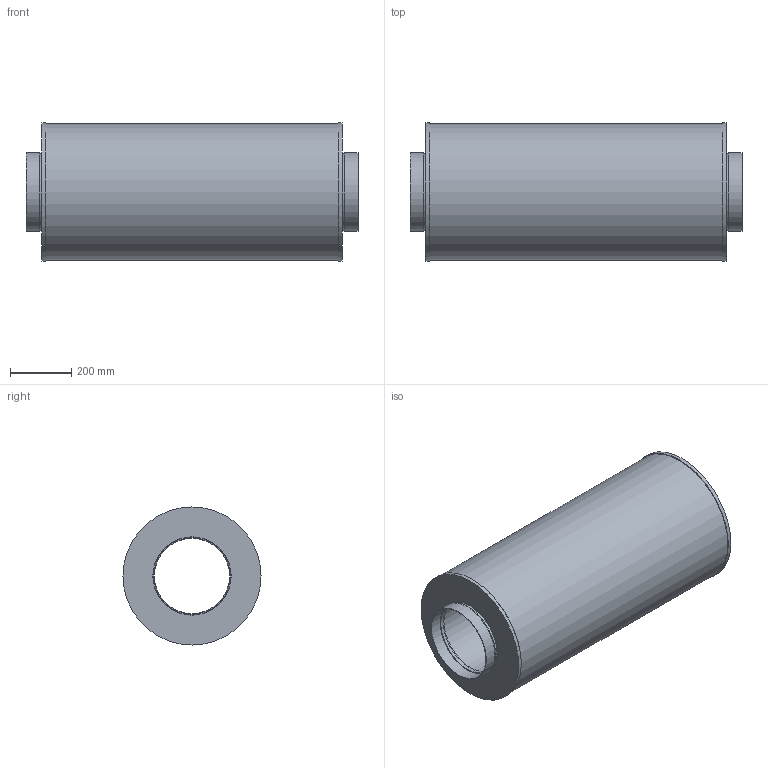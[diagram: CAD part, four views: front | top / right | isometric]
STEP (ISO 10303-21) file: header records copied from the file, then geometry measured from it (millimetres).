
FILE_DESCRIPTION(/* description */ ('STEP AP214'),/* implementation_level */ '2;1');
FILE_NAME(/* name */ '3002142H',/* time_stamp */ '2023-03-01T14:26:20+01:00',/* author */ ('License CC BY-ND 4.0'),/* organization */ ('CADENAS'),/* preprocessor_version */ 'ST-DEVELOPER v18.102',/* originating_system */ 'PARTsolutions',/* authorisation */ ' ');
FILE_SCHEMA (('AUTOMOTIVE_DESIGN {1 0 10303 214 3 1 1}'));
Length unit declared in the file: millimetre
Products named in the file (1): 3002142H
Bounding box: 1082 x 450 x 450 mm (x, y, z)
Volume: 102479086.2 mm3; surface area: 2561890.3 mm2
Topology: 1 solids, 1 shells, 24 faces, 36 edges, 24 vertices
Faces by surface type: plane 12, cylinder 12
Full cylindrical faces by diameter (mm): 245 x2, 250 x4, 255 x3, 445 x1, 450 x2
Entity records: 518 total; most frequent: DIRECTION 98, CARTESIAN_POINT 73, AXIS2_PLACEMENT_3D 49, ORIENTED_EDGE 48, EDGE_LOOP 48, FACE_BOUND 48, EDGE_CURVE 24, VERTEX_POINT 24
